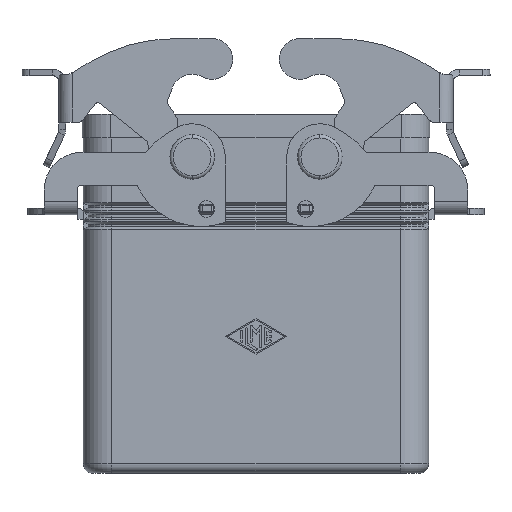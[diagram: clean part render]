
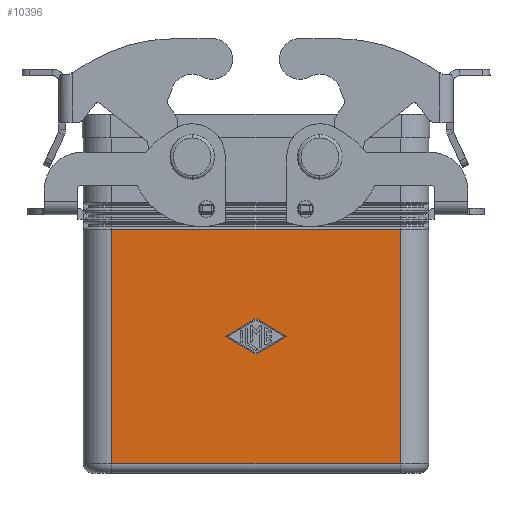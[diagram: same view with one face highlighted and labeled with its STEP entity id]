
A CAD part, front view. The second image highlights one B-rep face of the part: STEP entity #10396.
In plain terms, the highlighted planar face has unit normal (0, -1, 0).
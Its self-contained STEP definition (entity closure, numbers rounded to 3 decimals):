
#9586=CARTESIAN_POINT('',(-20.,-21.75,-37.955));
#9587=VERTEX_POINT('',#9586);
#9594=CARTESIAN_POINT('',(-13.5,-21.75,-41.704));
#9595=VERTEX_POINT('',#9594);
#9596=CARTESIAN_POINT('',(-13.5,-21.75,-41.704));
#9597=DIRECTION('',(-0.866,0.0,0.5));
#9598=VECTOR('',#9597,7.504);
#9599=LINE('',#9596,#9598);
#9600=EDGE_CURVE('',#9595,#9587,#9599,.T.);
#9625=CARTESIAN_POINT('',(-7.,-21.75,-37.955));
#9626=VERTEX_POINT('',#9625);
#9627=CARTESIAN_POINT('',(-7.,-21.75,-37.955));
#9628=DIRECTION('',(-0.866,0.0,-0.5));
#9629=VECTOR('',#9628,7.504);
#9630=LINE('',#9627,#9629);
#9631=EDGE_CURVE('',#9626,#9595,#9630,.T.);
#9656=CARTESIAN_POINT('',(-13.5,-21.75,-34.206));
#9657=VERTEX_POINT('',#9656);
#9658=CARTESIAN_POINT('',(-13.5,-21.75,-34.206));
#9659=DIRECTION('',(0.866,0.0,-0.5));
#9660=VECTOR('',#9659,7.504);
#9661=LINE('',#9658,#9660);
#9662=EDGE_CURVE('',#9657,#9626,#9661,.T.);
#9685=CARTESIAN_POINT('',(-20.,-21.75,-37.955));
#9686=DIRECTION('',(0.866,0.0,0.5));
#9687=VECTOR('',#9686,7.504);
#9688=LINE('',#9685,#9687);
#9689=EDGE_CURVE('',#9587,#9657,#9688,.T.);
#10351=CARTESIAN_POINT('',(-44.0,-21.75,9.0));
#10352=DIRECTION('',(0.0,-1.0,0.0));
#10353=DIRECTION('',(0.0,0.0,-1.0));
#10354=AXIS2_PLACEMENT_3D('',#10351,#10352,#10353);
#10355=PLANE('',#10354);
#10356=CARTESIAN_POINT('',(17.,-21.75,-15.327));
#10357=VERTEX_POINT('',#10356);
#10358=CARTESIAN_POINT('',(-44.0,-21.75,-15.327));
#10359=VERTEX_POINT('',#10358);
#10360=CARTESIAN_POINT('',(17.,-21.75,-15.327));
#10361=DIRECTION('',(-1.0,0.0,0.0));
#10362=VECTOR('',#10361,61.0);
#10363=LINE('',#10360,#10362);
#10364=EDGE_CURVE('',#10357,#10359,#10363,.T.);
#10365=ORIENTED_EDGE('',*,*,#10364,.T.);
#10366=CARTESIAN_POINT('',(-44.0,-21.75,-64.91));
#10367=VERTEX_POINT('',#10366);
#10368=CARTESIAN_POINT('',(-44.0,-21.75,-15.327));
#10369=DIRECTION('',(0.0,0.0,-1.0));
#10370=VECTOR('',#10369,49.583);
#10371=LINE('',#10368,#10370);
#10372=EDGE_CURVE('',#10359,#10367,#10371,.T.);
#10373=ORIENTED_EDGE('',*,*,#10372,.T.);
#10374=CARTESIAN_POINT('',(17.0,-21.75,-64.91));
#10375=VERTEX_POINT('',#10374);
#10376=CARTESIAN_POINT('',(17.0,-21.75,-64.91));
#10377=DIRECTION('',(-1.0,0.0,0.0));
#10378=VECTOR('',#10377,61.0);
#10379=LINE('',#10376,#10378);
#10380=EDGE_CURVE('',#10375,#10367,#10379,.T.);
#10381=ORIENTED_EDGE('',*,*,#10380,.F.);
#10382=CARTESIAN_POINT('',(17.,-21.75,-15.327));
#10383=DIRECTION('',(0.0,0.0,-1.0));
#10384=VECTOR('',#10383,49.583);
#10385=LINE('',#10382,#10384);
#10386=EDGE_CURVE('',#10357,#10375,#10385,.T.);
#10387=ORIENTED_EDGE('',*,*,#10386,.F.);
#10388=EDGE_LOOP('',(#10365,#10373,#10381,#10387));
#10389=FACE_OUTER_BOUND('',#10388,.T.);
#10390=ORIENTED_EDGE('',*,*,#9600,.T.);
#10391=ORIENTED_EDGE('',*,*,#9689,.T.);
#10392=ORIENTED_EDGE('',*,*,#9662,.T.);
#10393=ORIENTED_EDGE('',*,*,#9631,.T.);
#10394=EDGE_LOOP('',(#10390,#10391,#10392,#10393));
#10395=FACE_BOUND('',#10394,.T.);
#10396=ADVANCED_FACE('',(#10389,#10395),#10355,.T.);
